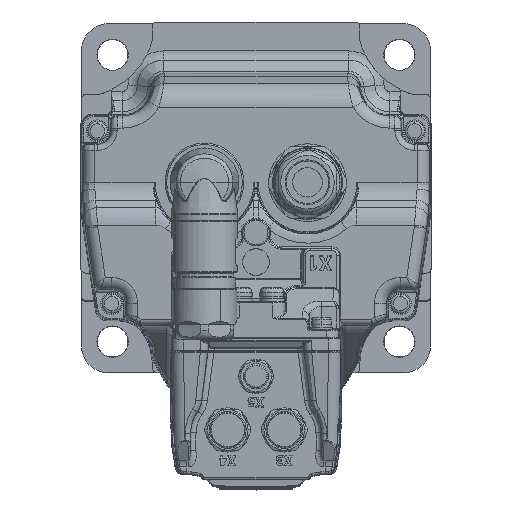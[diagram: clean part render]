
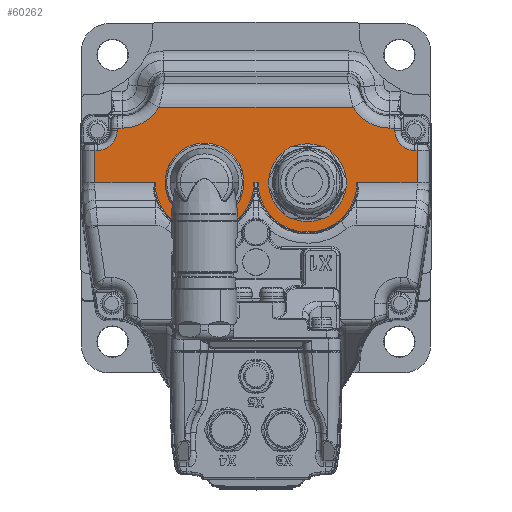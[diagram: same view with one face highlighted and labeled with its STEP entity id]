
A CAD part, top view. The second image highlights one B-rep face of the part: STEP entity #60262.
In plain terms, the highlighted planar face has unit normal (0, 0, 1).
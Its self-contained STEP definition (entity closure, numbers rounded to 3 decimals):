
#36882=DIRECTION('',(1.,0.,0.));
#36883=VECTOR('',#36882,24.453);
#36884=CARTESIAN_POINT('',(-65.507,5.842,120.95));
#36885=LINE('',#36884,#36883);
#36943=CARTESIAN_POINT('',(20.95,5.85,120.95));
#36944=DIRECTION('',(0.,0.,-1.));
#36945=DIRECTION('',(1.,0.,0.));
#36946=AXIS2_PLACEMENT_3D('',#36943,#36944,#36945);
#36951=CARTESIAN_POINT('',(20.95,5.85,120.95));
#36952=DIRECTION('',(0.,0.,-1.));
#36953=DIRECTION('',(-0.002,-1.,0.));
#36954=AXIS2_PLACEMENT_3D('',#36951,#36952,#36953);
#36959=CARTESIAN_POINT('',(-20.95,5.85,120.95));
#36960=DIRECTION('',(0.,0.,-1.));
#36961=DIRECTION('',(1.,0.,0.));
#36962=AXIS2_PLACEMENT_3D('',#36959,#36960,#36961);
#36967=CARTESIAN_POINT('',(-20.95,5.85,120.95));
#36968=DIRECTION('',(0.,0.,-1.));
#36969=DIRECTION('',(-0.002,-1.,0.));
#36970=AXIS2_PLACEMENT_3D('',#36967,#36968,#36969);
#36975=CARTESIAN_POINT('',(-64.5,27.,120.95));
#36976=DIRECTION('',(0.,0.,1.));
#36977=DIRECTION('',(0.,-1.,0.));
#36978=AXIS2_PLACEMENT_3D('',#36975,#36976,#36977);
#36983=CARTESIAN_POINT('',(-54.5,45.5,120.95));
#36984=DIRECTION('',(0.,0.,1.));
#36985=DIRECTION('',(0.,-1.,0.));
#36986=AXIS2_PLACEMENT_3D('',#36983,#36984,#36985);
#36991=CARTESIAN_POINT('',(54.5,45.5,120.95));
#36992=DIRECTION('',(0.,0.,1.));
#36993=DIRECTION('',(-0.856,-0.517,0.));
#36994=AXIS2_PLACEMENT_3D('',#36991,#36992,#36993);
#36999=CARTESIAN_POINT('',(64.5,27.,120.95));
#37000=DIRECTION('',(0.,0.,1.));
#37001=DIRECTION('',(-1.,0.,0.));
#37002=AXIS2_PLACEMENT_3D('',#36999,#37000,#37001);
#37014=DIRECTION('',(-1.,0.,
0.));
#37015=VECTOR('',#37014,1.007);
#37016=CARTESIAN_POINT('',(65.507,18.989,120.95));
#37017=LINE('',#37016,#37015);
#37350=DIRECTION('',(-1.,0.,0.));
#37351=VECTOR('',#37350,79.053);
#37352=CARTESIAN_POINT('',(39.526,36.455,120.95));
#37353=LINE('',#37352,#37351);
#37472=DIRECTION('',(-1.,0.,0.));
#37473=VECTOR('',#37472,1.989);
#37474=CARTESIAN_POINT('',(-54.5,28.007,120.95));
#37475=LINE('',#37474,#37473);
#37908=DIRECTION('',(0.,-1.,0.));
#37909=VECTOR('',#37908,1.007);
#37910=CARTESIAN_POINT('',(-56.489,28.007,
120.95));
#37911=LINE('',#37910,#37909);
#37922=DIRECTION('',(-1.,0.,0.));
#37923=VECTOR('',#37922,1.007);
#37924=CARTESIAN_POINT('',(-64.5,18.989,120.95));
#37925=LINE('',#37924,#37923);
#37979=DIRECTION('',(0.,-1.,0.));
#37980=VECTOR('',#37979,13.147);
#37981=CARTESIAN_POINT('',(-65.507,18.989,
120.95));
#37982=LINE('',#37981,#37980);
#38494=DIRECTION('',(-1.,0.,
0.));
#38495=VECTOR('',#38494,1.989);
#38496=CARTESIAN_POINT('',(56.489,28.007,120.95));
#38497=LINE('',#38496,#38495);
#38843=DIRECTION('',(0.,1.,0.));
#38844=VECTOR('',#38843,1.007);
#38845=CARTESIAN_POINT('',(56.489,27.,120.95));
#38846=LINE('',#38845,#38844);
#39123=DIRECTION('',(1.,0.,0.));
#39124=VECTOR('',#39123,1.693);
#39125=CARTESIAN_POINT('',(-0.847,5.842,120.95));
#39126=LINE('',#39125,#39124);
#39281=DIRECTION('',(1.,0.,0.));
#39282=VECTOR('',#39281,24.453);
#39283=CARTESIAN_POINT('',(41.053,5.842,120.95));
#39284=LINE('',#39283,#39282);
#39757=DIRECTION('',(0.,1.,0.));
#39758=VECTOR('',#39757,13.147);
#39759=CARTESIAN_POINT('',(65.507,5.842,120.95));
#39760=LINE('',#39759,#39758);
#41828=CARTESIAN_POINT('',(65.507,18.989,120.95));
#41829=CARTESIAN_POINT('',(64.5,18.989,120.95));
#41830=VERTEX_POINT('',#41828);
#41831=VERTEX_POINT('',#41829);
#41832=CARTESIAN_POINT('',(65.507,5.842,120.95));
#41833=VERTEX_POINT('',#41832);
#41834=CARTESIAN_POINT('',(41.053,5.842,120.95));
#41835=VERTEX_POINT('',#41834);
#41836=CARTESIAN_POINT('',(20.919,-14.253,120.95));
#41837=VERTEX_POINT('',#41836);
#41838=CARTESIAN_POINT('',(0.847,5.842,120.95));
#41839=VERTEX_POINT('',#41838);
#41840=CARTESIAN_POINT('',(-0.847,5.842,120.95));
#41841=VERTEX_POINT('',#41840);
#41842=CARTESIAN_POINT('',(-20.981,-14.253,120.95));
#41843=VERTEX_POINT('',#41842);
#41844=CARTESIAN_POINT('',(-41.053,5.842,120.95));
#41845=VERTEX_POINT('',#41844);
#41846=CARTESIAN_POINT('',(-65.507,5.842,120.95));
#41847=VERTEX_POINT('',#41846);
#41848=CARTESIAN_POINT('',(-65.507,18.989,
120.95));
#41849=VERTEX_POINT('',#41848);
#41850=CARTESIAN_POINT('',(-64.5,18.989,120.95));
#41851=VERTEX_POINT('',#41850);
#41852=CARTESIAN_POINT('',(-56.489,27.,120.95));
#41853=VERTEX_POINT('',#41852);
#41854=CARTESIAN_POINT('',(-56.489,28.007,
120.95));
#41855=VERTEX_POINT('',#41854);
#41856=CARTESIAN_POINT('',(-54.5,28.007,120.95));
#41857=VERTEX_POINT('',#41856);
#41858=CARTESIAN_POINT('',(-39.526,36.455,120.95));
#41859=VERTEX_POINT('',#41858);
#41860=CARTESIAN_POINT('',(39.526,36.455,120.95));
#41861=VERTEX_POINT('',#41860);
#41862=CARTESIAN_POINT('',(54.5,28.007,120.95));
#41863=VERTEX_POINT('',#41862);
#41864=CARTESIAN_POINT('',(56.489,28.007,120.95));
#41865=VERTEX_POINT('',#41864);
#41866=CARTESIAN_POINT('',(56.489,27.,120.95));
#41867=VERTEX_POINT('',#41866);
#60216=CARTESIAN_POINT('',(-85.2,-16.5,120.95));
#60217=DIRECTION('',(0.,0.,-1.));
#60218=DIRECTION('',(0.,1.,0.));
#60219=AXIS2_PLACEMENT_3D('',#60216,#60217,#60218);
#60220=PLANE('',#60219);
#60222=ORIENTED_EDGE('',*,*,#60221,.F.);
#60224=ORIENTED_EDGE('',*,*,#60223,.F.);
#60226=ORIENTED_EDGE('',*,*,#60225,.F.);
#60228=ORIENTED_EDGE('',*,*,#60227,.T.);
#60230=ORIENTED_EDGE('',*,*,#60229,.T.);
#60232=ORIENTED_EDGE('',*,*,#60231,.F.);
#60234=ORIENTED_EDGE('',*,*,#60233,.T.);
#60236=ORIENTED_EDGE('',*,*,#60235,.T.);
#60237=ORIENTED_EDGE('',*,*,#60194,.F.);
#60239=ORIENTED_EDGE('',*,*,#60238,.F.);
#60241=ORIENTED_EDGE('',*,*,#60240,.F.);
#60243=ORIENTED_EDGE('',*,*,#60242,.T.);
#60245=ORIENTED_EDGE('',*,*,#60244,.F.);
#60247=ORIENTED_EDGE('',*,*,#60246,.F.);
#60249=ORIENTED_EDGE('',*,*,#60248,.T.);
#60251=ORIENTED_EDGE('',*,*,#60250,.F.);
#60253=ORIENTED_EDGE('',*,*,#60252,.T.);
#60255=ORIENTED_EDGE('',*,*,#60254,.F.);
#60257=ORIENTED_EDGE('',*,*,#60256,.F.);
#60259=ORIENTED_EDGE('',*,*,#60258,.T.);
#60260=EDGE_LOOP('',(#60222,#60224,#60226,#60228,#60230,#60232,#60234,#60236,
#60237,#60239,#60241,#60243,#60245,#60247,#60249,#60251,#60253,#60255,#60257,
#60259));
#60261=FACE_OUTER_BOUND('',#60260,.F.);
#60262=ADVANCED_FACE('',(#60261),#60220,.F.);
#36947=CIRCLE('',#36946,20.103);
#36955=CIRCLE('',#36954,20.103);
#36963=CIRCLE('',#36962,20.103);
#36971=CIRCLE('',#36970,20.103);
#36979=CIRCLE('',#36978,8.011);
#36987=CIRCLE('',#36986,17.493);
#36995=CIRCLE('',#36994,17.493);
#37003=CIRCLE('',#37002,8.011);
#60194=EDGE_CURVE('',#41847,#41845,#36885,.T.);
#60221=EDGE_CURVE('',#41830,#41831,#37017,.T.);
#60223=EDGE_CURVE('',#41833,#41830,#39760,.T.);
#60225=EDGE_CURVE('',#41835,#41833,#39284,.T.);
#60227=EDGE_CURVE('',#41835,#41837,#36947,.T.);
#60229=EDGE_CURVE('',#41837,#41839,#36955,.T.);
#60231=EDGE_CURVE('',#41841,#41839,#39126,.T.);
#60233=EDGE_CURVE('',#41841,#41843,#36963,.T.);
#60235=EDGE_CURVE('',#41843,#41845,#36971,.T.);
#60238=EDGE_CURVE('',#41849,#41847,#37982,.T.);
#60240=EDGE_CURVE('',#41851,#41849,#37925,.T.);
#60242=EDGE_CURVE('',#41851,#41853,#36979,.T.);
#60244=EDGE_CURVE('',#41855,#41853,#37911,.T.);
#60246=EDGE_CURVE('',#41857,#41855,#37475,.T.);
#60248=EDGE_CURVE('',#41857,#41859,#36987,.T.);
#60250=EDGE_CURVE('',#41861,#41859,#37353,.T.);
#60252=EDGE_CURVE('',#41861,#41863,#36995,.T.);
#60254=EDGE_CURVE('',#41865,#41863,#38497,.T.);
#60256=EDGE_CURVE('',#41867,#41865,#38846,.T.);
#60258=EDGE_CURVE('',#41867,#41831,#37003,.T.);
